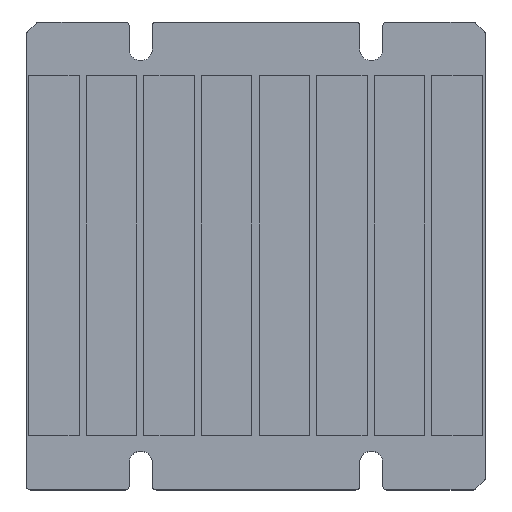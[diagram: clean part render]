
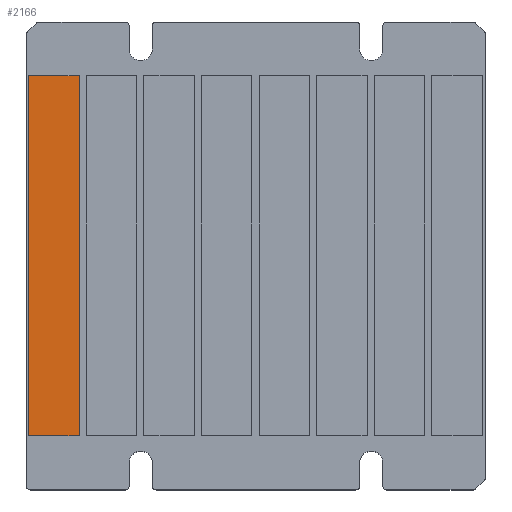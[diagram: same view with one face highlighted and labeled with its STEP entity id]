
A CAD part, top view. The second image highlights one B-rep face of the part: STEP entity #2166.
In plain terms, the highlighted planar face has unit normal (0, 0, 1).
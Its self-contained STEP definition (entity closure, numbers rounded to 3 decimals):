
#2024=CARTESIAN_POINT('',(-7.0,15.0,2.0));
#2025=VERTEX_POINT('',#2024);
#2026=CARTESIAN_POINT('',(7.,15.0,2.0));
#2027=VERTEX_POINT('',#2026);
#2028=CARTESIAN_POINT('',(-7.0,15.0,2.0));
#2029=DIRECTION('',(1.0,0.0,0.0));
#2030=VECTOR('',#2029,14.);
#2031=LINE('',#2028,#2030);
#2032=EDGE_CURVE('',#2025,#2027,#2031,.T.);
#2064=CARTESIAN_POINT('',(7.0,-85.0,2.0));
#2065=VERTEX_POINT('',#2064);
#2066=CARTESIAN_POINT('',(7.,15.0,2.0));
#2067=DIRECTION('',(0.0,-1.0,0.0));
#2068=VECTOR('',#2067,100.0);
#2069=LINE('',#2066,#2068);
#2070=EDGE_CURVE('',#2027,#2065,#2069,.T.);
#2095=CARTESIAN_POINT('',(-7.0,-85.0,2.0));
#2096=VERTEX_POINT('',#2095);
#2097=CARTESIAN_POINT('',(7.0,-85.0,2.0));
#2098=DIRECTION('',(-1.0,0.0,0.0));
#2099=VECTOR('',#2098,14.0);
#2100=LINE('',#2097,#2099);
#2101=EDGE_CURVE('',#2065,#2096,#2100,.T.);
#2126=CARTESIAN_POINT('',(-7.0,-85.0,2.0));
#2127=DIRECTION('',(0.0,1.0,0.0));
#2128=VECTOR('',#2127,100.0);
#2129=LINE('',#2126,#2128);
#2130=EDGE_CURVE('',#2096,#2025,#2129,.T.);
#2155=CARTESIAN_POINT('',(0.,-35.,2.0));
#2156=DIRECTION('',(0.0,0.0,1.0));
#2157=DIRECTION('',(1.0,0.0,0.0));
#2158=AXIS2_PLACEMENT_3D('',#2155,#2156,#2157);
#2159=PLANE('',#2158);
#2160=ORIENTED_EDGE('',*,*,#2032,.F.);
#2161=ORIENTED_EDGE('',*,*,#2130,.F.);
#2162=ORIENTED_EDGE('',*,*,#2101,.F.);
#2163=ORIENTED_EDGE('',*,*,#2070,.F.);
#2164=EDGE_LOOP('',(#2160,#2161,#2162,#2163));
#2165=FACE_OUTER_BOUND('',#2164,.T.);
#2166=ADVANCED_FACE('',(#2165),#2159,.T.);
